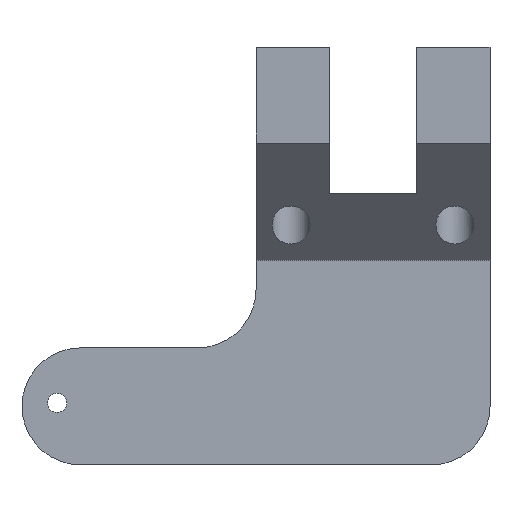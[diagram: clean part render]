
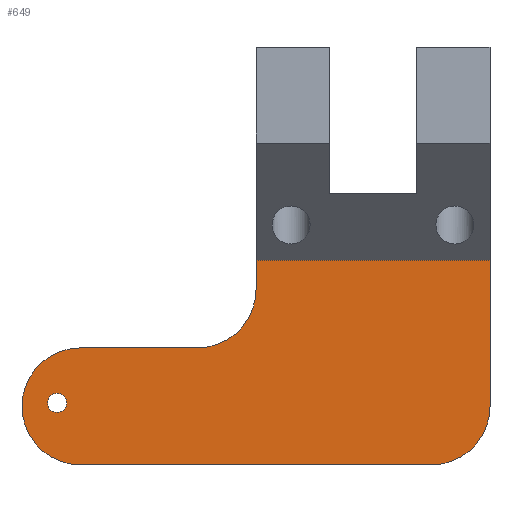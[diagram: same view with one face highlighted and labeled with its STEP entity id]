
A CAD part, front view. The second image highlights one B-rep face of the part: STEP entity #649.
In plain terms, the highlighted planar face has unit normal (0, -1, 0).
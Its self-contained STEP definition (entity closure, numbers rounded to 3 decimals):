
#32=FACE_BOUND('',#139,.T.);
#53=PLANE('',#727);
#89=FACE_OUTER_BOUND('',#138,.T.);
#138=EDGE_LOOP('',(#586,#587,#588,#589,#590,#591,#592,#593));
#139=EDGE_LOOP('',(#594));
#147=LINE('',#932,#205);
#158=LINE('',#966,#216);
#164=LINE('',#980,#222);
#166=LINE('',#987,#224);
#199=LINE('',#1093,#257);
#205=VECTOR('',#743,10.);
#216=VECTOR('',#772,10.);
#222=VECTOR('',#784,10.);
#224=VECTOR('',#792,10.);
#257=VECTOR('',#909,10.);
#259=CIRCLE('',#666,10.);
#266=CIRCLE('',#676,10.);
#267=CIRCLE('',#679,10.);
#268=CIRCLE('',#682,1.65);
#285=VERTEX_POINT('',#919);
#286=VERTEX_POINT('',#920);
#290=VERTEX_POINT('',#930);
#303=VERTEX_POINT('',#960);
#304=VERTEX_POINT('',#964);
#305=VERTEX_POINT('',#968);
#309=VERTEX_POINT('',#978);
#310=VERTEX_POINT('',#982);
#311=VERTEX_POINT('',#986);
#343=EDGE_CURVE('',#285,#286,#259,.T.);
#349=EDGE_CURVE('',#286,#290,#147,.T.);
#364=EDGE_CURVE('',#290,#303,#266,.T.);
#366=EDGE_CURVE('',#303,#304,#158,.T.);
#368=EDGE_CURVE('',#304,#305,#267,.T.);
#373=EDGE_CURVE('',#305,#309,#164,.T.);
#375=EDGE_CURVE('',#310,#310,#268,.T.);
#376=EDGE_CURVE('',#311,#285,#166,.T.);
#427=EDGE_CURVE('',#309,#311,#199,.T.);
#586=ORIENTED_EDGE('',*,*,#364,.T.);
#587=ORIENTED_EDGE('',*,*,#366,.T.);
#588=ORIENTED_EDGE('',*,*,#368,.T.);
#589=ORIENTED_EDGE('',*,*,#373,.T.);
#590=ORIENTED_EDGE('',*,*,#427,.T.);
#591=ORIENTED_EDGE('',*,*,#376,.T.);
#592=ORIENTED_EDGE('',*,*,#343,.T.);
#593=ORIENTED_EDGE('',*,*,#349,.T.);
#594=ORIENTED_EDGE('',*,*,#375,.F.);
#649=ADVANCED_FACE('',(#89,#32),#53,.T.);
#666=AXIS2_PLACEMENT_3D('',#921,#733,#734);
#676=AXIS2_PLACEMENT_3D('',#962,#767,#768);
#679=AXIS2_PLACEMENT_3D('',#970,#776,#777);
#682=AXIS2_PLACEMENT_3D('',#984,#788,#789);
#727=AXIS2_PLACEMENT_3D('',#1096,#913,#914);
#733=DIRECTION('center_axis',(0.,1.,0.));
#734=DIRECTION('ref_axis',(0.707,0.,-0.707));
#743=DIRECTION('',(-1.,0.,0.));
#767=DIRECTION('center_axis',(0.,-1.,0.));
#768=DIRECTION('ref_axis',(-0.707,0.,-0.707));
#772=DIRECTION('',(1.,0.,0.));
#776=DIRECTION('center_axis',(0.,-1.,0.));
#777=DIRECTION('ref_axis',(0.707,0.,-0.707));
#784=DIRECTION('',(0.,0.,1.));
#788=DIRECTION('center_axis',(0.,-1.,0.));
#789=DIRECTION('ref_axis',(0.,0.,-1.));
#792=DIRECTION('',(0.,0.,-1.));
#909=DIRECTION('',(-1.,0.,0.));
#913=DIRECTION('center_axis',(0.,-1.,0.));
#914=DIRECTION('ref_axis',(1.,0.,0.));
#919=CARTESIAN_POINT('',(-20.,20.,-41.4));
#920=CARTESIAN_POINT('',(-30.,20.,-51.4));
#921=CARTESIAN_POINT('Origin',(-30.,20.,-41.4));
#930=CARTESIAN_POINT('',(-50.,20.,-51.4));
#932=CARTESIAN_POINT('',(-20.,20.,-51.4));
#960=CARTESIAN_POINT('',(-50.,20.,-71.4));
#962=CARTESIAN_POINT('Origin',(-50.,20.,-61.4));
#964=CARTESIAN_POINT('',(10.,20.,-71.4));
#966=CARTESIAN_POINT('',(-21.5,20.,-71.4));
#968=CARTESIAN_POINT('',(20.,20.,-61.4));
#970=CARTESIAN_POINT('Origin',(10.,20.,-61.4));
#978=CARTESIAN_POINT('',(20.,20.,-36.4));
#980=CARTESIAN_POINT('',(20.,20.,-35.7));
#982=CARTESIAN_POINT('',(-54.,20.,-59.15));
#984=CARTESIAN_POINT('Origin',(-54.,20.,-60.8));
#986=CARTESIAN_POINT('',(-20.,20.,-36.4));
#987=CARTESIAN_POINT('',(-20.,20.,-35.7));
#1093=CARTESIAN_POINT('',(-3.25,20.,-36.4));
#1096=CARTESIAN_POINT('Origin',(-23.,20.,-71.4));
